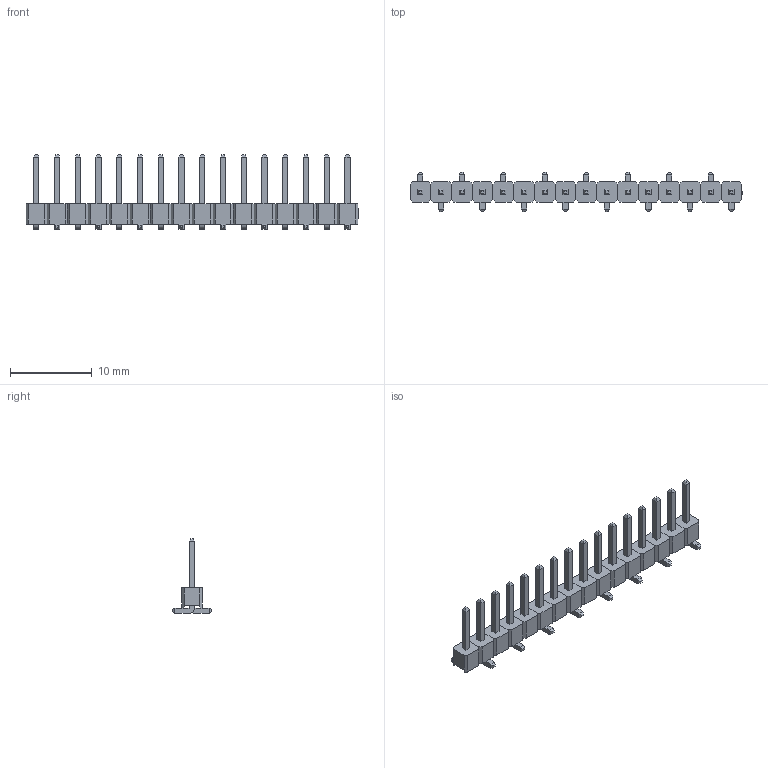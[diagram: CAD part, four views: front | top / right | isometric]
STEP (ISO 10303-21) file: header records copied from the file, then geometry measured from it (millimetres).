
FILE_DESCRIPTION (( 'STEP AP214' ), '1' );
FILE_NAME ('HDR-SMD_16P-P2.54_XKB_X6511WVS-16H-C60D48R1.step', '2022-07-02T10:23:50', ( '' ), ( '' ), 'SwSTEP 2.0', 'SolidWorks 2020', '' );
FILE_SCHEMA (( 'AUTOMOTIVE_DESIGN' ));
Length unit declared in the file: millimetre
Products named in the file (1): HDR-SMD_16P-P2.54_XKB_X6511WVS-16H-C60D48R1
Bounding box: 40.65 x 4.8 x 9.14 mm (x, y, z)
Volume: 280 mm3; surface area: 921.8 mm2
Topology: 16 solids, 16 shells, 891 faces, 2243 edges, 1410 vertices
Faces by surface type: plane 747, bspline 112, cylinder 32
Entity records: 37179 total; most frequent: CARTESIAN_POINT 6649, ORIENTED_EDGE 4486, DIRECTION 3639, EDGE_CURVE 2243, LINE 1951, VECTOR 1951, VERTEX_POINT 1410, EDGE_LOOP 949
